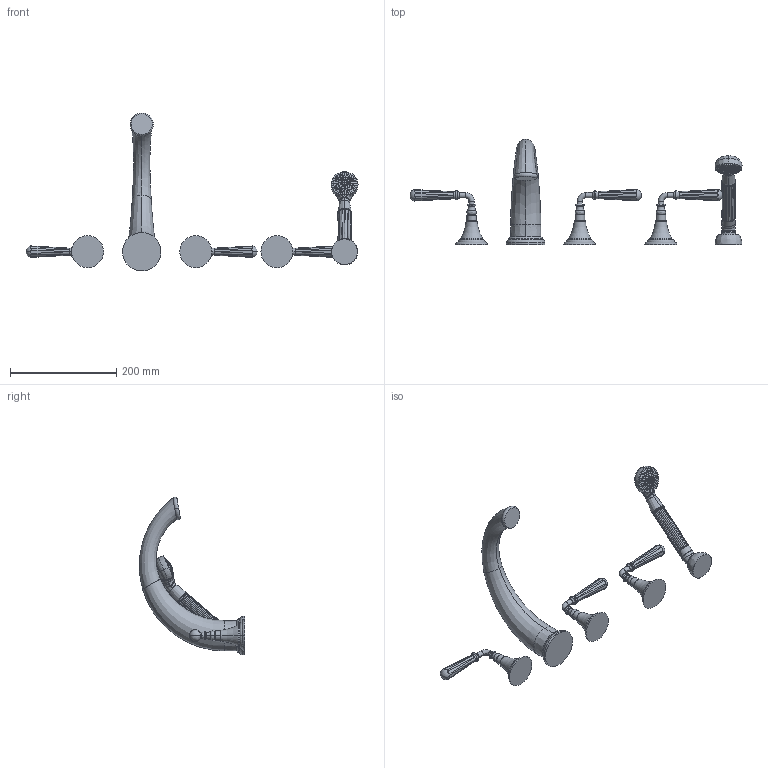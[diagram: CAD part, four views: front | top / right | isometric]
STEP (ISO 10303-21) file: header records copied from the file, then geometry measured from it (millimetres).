
FILE_DESCRIPTION((''),'2;1');
FILE_NAME('3-1747','2021-03-18T10:54:28',('jinson.thomas'),(''),'CREO PARAMETRIC BY PTC INC, 2018400','CREO PARAMETRIC BY PTC INC, 2018400','');
FILE_SCHEMA(('CONFIG_CONTROL_DESIGN'));
Length unit declared in the file: inch
Products named in the file (1): 3-1747
Bounding box: 623.58 x 198.07 x 296.66 mm (x, y, z)
Volume: 975522.2 mm3; surface area: 135212.9 mm2
Topology: 5 solids, 5 shells, 622 faces, 1360 edges, 815 vertices
Faces by surface type: cylinder 172, bspline 163, torus 104, plane 101, cone 74, sphere 8
Entity records: 27030 total; most frequent: CARTESIAN_POINT 14802, ORIENTED_EDGE 2704, DIRECTION 2115, EDGE_CURVE 1352, AXIS2_PLACEMENT_3D 903, VERTEX_POINT 815, EDGE_LOOP 697, FACE_OUTER_BOUND 622
